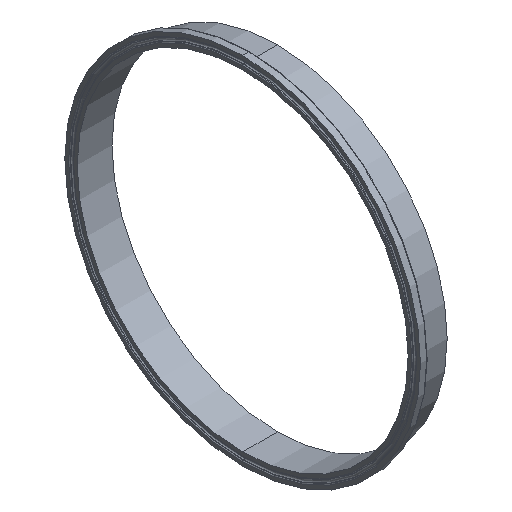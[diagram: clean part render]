
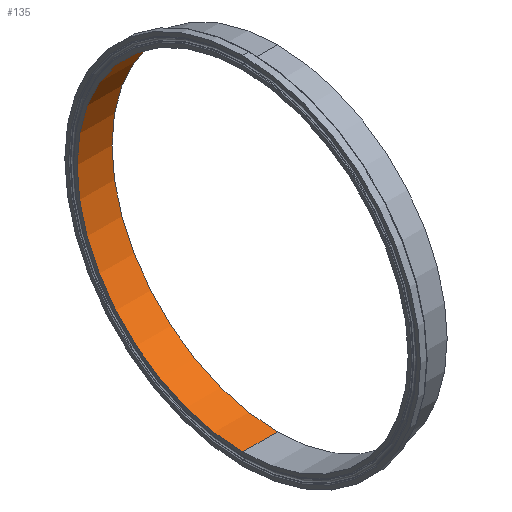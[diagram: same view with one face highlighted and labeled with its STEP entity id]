
A CAD part, isometric view. The second image highlights one B-rep face of the part: STEP entity #135.
In plain terms, the highlighted cylindrical face has radius 133.125 mm (diameter 266.25 mm), a partial arc.
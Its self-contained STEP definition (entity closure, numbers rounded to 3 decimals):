
#23 = LINE ( 'NONE', #233, #250 ) ;
#42 = CARTESIAN_POINT ( 'NONE',  ( 0., 0., 0. ) ) ;
#50 = ORIENTED_EDGE ( 'NONE', *, *, #464, .F. ) ;
#53 = DIRECTION ( 'NONE',  ( 0., 0., 1. ) ) ;
#88 = VECTOR ( 'NONE', #411, 1000. ) ;
#104 = ORIENTED_EDGE ( 'NONE', *, *, #681, .T. ) ;
#115 = VERTEX_POINT ( 'NONE', #611 ) ;
#131 = CARTESIAN_POINT ( 'NONE',  ( 0., 0., 0. ) ) ;
#135 = ADVANCED_FACE ( 'NONE', ( #408 ), #556, .F. ) ;
#162 = AXIS2_PLACEMENT_3D ( 'NONE', #42, #633, #243 ) ;
#190 = CARTESIAN_POINT ( 'NONE',  ( 0., 0., 133.125 ) ) ;
#194 = CARTESIAN_POINT ( 'NONE',  ( 0., 0., -133.125 ) ) ;
#217 = VERTEX_POINT ( 'NONE', #194 ) ;
#231 = EDGE_CURVE ( 'NONE', #311, #217, #636, .T. ) ;
#233 = CARTESIAN_POINT ( 'NONE',  ( 0., 0., -133.125 ) ) ;
#243 = DIRECTION ( 'NONE',  ( 0., 0., 1. ) ) ;
#250 = VECTOR ( 'NONE', #494, 1000. ) ;
#280 = DIRECTION ( 'NONE',  ( 0., 0., 1. ) ) ;
#293 = ORIENTED_EDGE ( 'NONE', *, *, #442, .F. ) ;
#311 = VERTEX_POINT ( 'NONE', #599 ) ;
#333 = DIRECTION ( 'NONE',  ( -1., 0., 0. ) ) ;
#341 = CIRCLE ( 'NONE', #561, 133.125 ) ;
#363 = VERTEX_POINT ( 'NONE', #546 ) ;
#377 = EDGE_LOOP ( 'NONE', ( #50, #293, #104, #523 ) ) ;
#408 = FACE_OUTER_BOUND ( 'NONE', #377, .T. ) ;
#411 = DIRECTION ( 'NONE',  ( -1., 0., 0. ) ) ;
#437 = AXIS2_PLACEMENT_3D ( 'NONE', #131, #537, #53 ) ;
#442 = EDGE_CURVE ( 'NONE', #363, #115, #341, .T. ) ;
#464 = EDGE_CURVE ( 'NONE', #115, #217, #23, .T. ) ;
#494 = DIRECTION ( 'NONE',  ( -1., 0., 0. ) ) ;
#518 = LINE ( 'NONE', #190, #88 ) ;
#523 = ORIENTED_EDGE ( 'NONE', *, *, #231, .T. ) ;
#537 = DIRECTION ( 'NONE',  ( -1., 0., 0. ) ) ;
#546 = CARTESIAN_POINT ( 'NONE',  ( 28., 0., 133.125 ) ) ;
#556 = CYLINDRICAL_SURFACE ( 'NONE', #162, 133.125 ) ;
#561 = AXIS2_PLACEMENT_3D ( 'NONE', #659, #333, #280 ) ;
#599 = CARTESIAN_POINT ( 'NONE',  ( 0., 0., 133.125 ) ) ;
#611 = CARTESIAN_POINT ( 'NONE',  ( 28., 0., -133.125 ) ) ;
#633 = DIRECTION ( 'NONE',  ( -1., 0., 0. ) ) ;
#636 = CIRCLE ( 'NONE', #437, 133.125 ) ;
#659 = CARTESIAN_POINT ( 'NONE',  ( 28., 0., 0. ) ) ;
#681 = EDGE_CURVE ( 'NONE', #363, #311, #518, .T. ) ;
